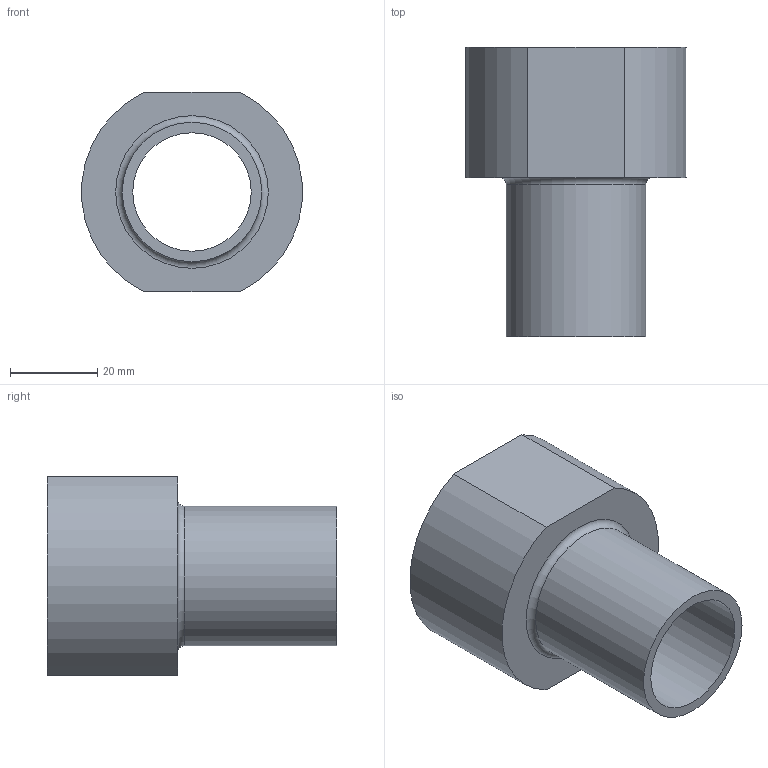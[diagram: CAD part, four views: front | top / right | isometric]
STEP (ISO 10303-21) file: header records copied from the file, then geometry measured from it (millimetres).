
FILE_DESCRIPTION (( 'STEP AP203' ), '1' );
FILE_NAME ('5529010.STEP', '2017-08-16T18:58:30', ( '' ), ( '' ), 'SwSTEP 2.0', 'SolidWorks 2017', '' );
FILE_SCHEMA (( 'CONFIG_CONTROL_DESIGN' ));
Length unit declared in the file: inch
Products named in the file (1): 5529010
Bounding box: 50.61 x 66.55 x 45.72 mm (x, y, z)
Volume: 43062.1 mm3; surface area: 17050.9 mm2
Topology: 1 solids, 1 shells, 12 faces, 24 edges, 16 vertices
Faces by surface type: plane 6, cylinder 4, torus 1, cone 1
Full cylindrical faces by diameter (mm): 27.229 x1, 32.004 x1
Entity records: 373 total; most frequent: DIRECTION 56, CARTESIAN_POINT 47, ORIENTED_EDGE 38, AXIS2_PLACEMENT_3D 24, EDGE_LOOP 20, EDGE_CURVE 19, FACE_OUTER_BOUND 15, VERTEX_POINT 15
